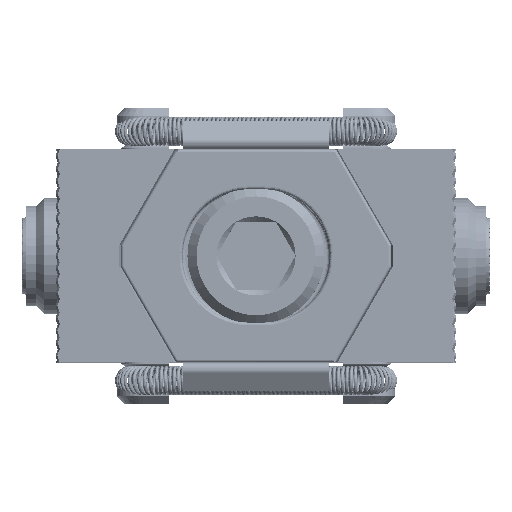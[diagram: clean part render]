
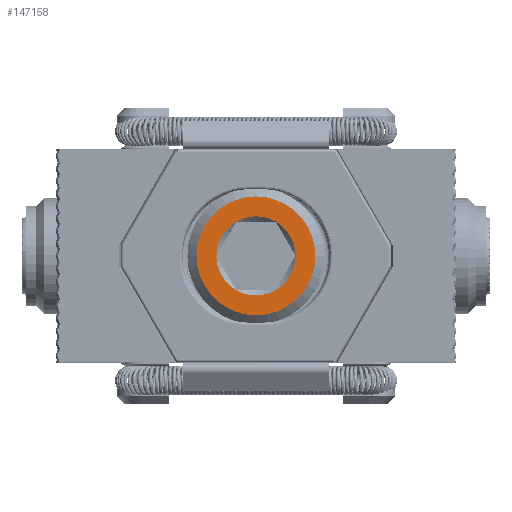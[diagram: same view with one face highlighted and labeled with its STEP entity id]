
A CAD part, top view. The second image highlights one B-rep face of the part: STEP entity #147158.
In plain terms, the highlighted face is planar.
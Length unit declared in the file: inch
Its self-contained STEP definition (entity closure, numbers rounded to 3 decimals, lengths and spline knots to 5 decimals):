
#242 = VERTEX_POINT ( 'NONE', #137957 ) ;
#2281 = DIRECTION ( 'NONE',  ( -1., 0., 0. ) ) ;
#2675 = CIRCLE ( 'NONE', #144863, 0.21651 ) ;
#7380 = DIRECTION ( 'NONE',  ( -1., 0., 0. ) ) ;
#7488 = CARTESIAN_POINT ( 'NONE',  ( 0., 0., -1.75 ) ) ;
#9668 = CARTESIAN_POINT ( 'NONE',  ( -0.21651, 0., -1.75 ) ) ;
#9729 = EDGE_CURVE ( 'NONE', #125863, #29424, #9889, .T. ) ;
#9889 = CIRCLE ( 'NONE', #97375, 0.21651 ) ;
#11511 = VERTEX_POINT ( 'NONE', #72185 ) ;
#18666 = AXIS2_PLACEMENT_3D ( 'NONE', #142582, #72374, #2281 ) ;
#19374 = DIRECTION ( 'NONE',  ( -1., 0., 0. ) ) ;
#20009 = ORIENTED_EDGE ( 'NONE', *, *, #112425, .F. ) ;
#20895 = CARTESIAN_POINT ( 'NONE',  ( 0., 0.21651, -1.75 ) ) ;
#25122 = AXIS2_PLACEMENT_3D ( 'NONE', #46627, #128552, #58407 ) ;
#25290 = CARTESIAN_POINT ( 'NONE',  ( -0.1875, 0.10825, -1.75 ) ) ;
#28267 = CARTESIAN_POINT ( 'NONE',  ( 0., 0., -1.75 ) ) ;
#28593 = CARTESIAN_POINT ( 'NONE',  ( 0., 0., -1.75 ) ) ;
#28804 = VERTEX_POINT ( 'NONE', #64169 ) ;
#29349 = CARTESIAN_POINT ( 'NONE',  ( 0., 0., -1.75 ) ) ;
#29424 = VERTEX_POINT ( 'NONE', #9668 ) ;
#30718 = AXIS2_PLACEMENT_3D ( 'NONE', #28593, #110499, #40298 ) ;
#33278 = ORIENTED_EDGE ( 'NONE', *, *, #71829, .T. ) ;
#34223 = AXIS2_PLACEMENT_3D ( 'NONE', #29349, #111251, #41058 ) ;
#36126 = CIRCLE ( 'NONE', #25122, 0.21651 ) ;
#38742 = EDGE_CURVE ( 'NONE', #102217, #106601, #36126, .T. ) ;
#39969 = DIRECTION ( 'NONE',  ( -1., 0., 0. ) ) ;
#40090 = FACE_BOUND ( 'NONE', #73321, .T. ) ;
#40298 = DIRECTION ( 'NONE',  ( -1., 0., 0. ) ) ;
#40634 = EDGE_CURVE ( 'NONE', #149182, #125863, #95542, .T. ) ;
#41058 = DIRECTION ( 'NONE',  ( -1., 0., 0. ) ) ;
#42982 = DIRECTION ( 'NONE',  ( 0., 0., -1. ) ) ;
#46627 = CARTESIAN_POINT ( 'NONE',  ( 0., 0., -1.75 ) ) ;
#47403 = DIRECTION ( 'NONE',  ( 0., 0., -1. ) ) ;
#57962 = EDGE_CURVE ( 'NONE', #242, #28804, #66856, .T. ) ;
#58242 = ORIENTED_EDGE ( 'NONE', *, *, #38742, .F. ) ;
#58407 = DIRECTION ( 'NONE',  ( -1., 0., 0. ) ) ;
#61356 = AXIS2_PLACEMENT_3D ( 'NONE', #89582, #42982, #124908 ) ;
#64169 = CARTESIAN_POINT ( 'NONE',  ( 0.325, 0., -1.75 ) ) ;
#64749 = CARTESIAN_POINT ( 'NONE',  ( 0., 0., -1.75 ) ) ;
#66235 = EDGE_LOOP ( 'NONE', ( #33278, #136770 ) ) ;
#66856 = CIRCLE ( 'NONE', #126081, 0.325 ) ;
#71829 = EDGE_CURVE ( 'NONE', #28804, #242, #82142, .T. ) ;
#72185 = CARTESIAN_POINT ( 'NONE',  ( 0.1875, -0.10825, -1.75 ) ) ;
#72374 = DIRECTION ( 'NONE',  ( 0., 0., -1. ) ) ;
#73321 = EDGE_LOOP ( 'NONE', ( #75778, #20009, #113426, #114807, #87878, #151933, #58242 ) ) ;
#75778 = ORIENTED_EDGE ( 'NONE', *, *, #89153, .F. ) ;
#76555 = DIRECTION ( 'NONE',  ( -1., 0., 0. ) ) ;
#77558 = DIRECTION ( 'NONE',  ( 0., 0., -1. ) ) ;
#82142 = CIRCLE ( 'NONE', #107338, 0.325 ) ;
#83601 = CIRCLE ( 'NONE', #18666, 0.21651 ) ;
#87878 = ORIENTED_EDGE ( 'NONE', *, *, #95162, .F. ) ;
#89153 = EDGE_CURVE ( 'NONE', #148265, #102217, #83601, .T. ) ;
#89428 = DIRECTION ( 'NONE',  ( 0., 0., -1. ) ) ;
#89582 = CARTESIAN_POINT ( 'NONE',  ( 0., 0., -1.75 ) ) ;
#89759 = CARTESIAN_POINT ( 'NONE',  ( 0.1875, 0.10825, -1.75 ) ) ;
#95162 = EDGE_CURVE ( 'NONE', #11511, #149182, #115415, .T. ) ;
#95542 = CIRCLE ( 'NONE', #34223, 0.21651 ) ;
#97375 = AXIS2_PLACEMENT_3D ( 'NONE', #7488, #89428, #19374 ) ;
#102217 = VERTEX_POINT ( 'NONE', #20895 ) ;
#102372 = FACE_OUTER_BOUND ( 'NONE', #66235, .T. ) ;
#106601 = VERTEX_POINT ( 'NONE', #89759 ) ;
#107338 = AXIS2_PLACEMENT_3D ( 'NONE', #64749, #146721, #76555 ) ;
#110152 = DIRECTION ( 'NONE',  ( 0., 0., -1. ) ) ;
#110499 = DIRECTION ( 'NONE',  ( 0., 0., -1. ) ) ;
#111251 = DIRECTION ( 'NONE',  ( 0., 0., -1. ) ) ;
#112425 = EDGE_CURVE ( 'NONE', #29424, #148265, #2675, .T. ) ;
#113426 = ORIENTED_EDGE ( 'NONE', *, *, #9729, .F. ) ;
#114807 = ORIENTED_EDGE ( 'NONE', *, *, #40634, .F. ) ;
#115415 = CIRCLE ( 'NONE', #123127, 0.21651 ) ;
#117604 = CARTESIAN_POINT ( 'NONE',  ( 0., 0., -1.75 ) ) ;
#120600 = EDGE_CURVE ( 'NONE', #106601, #11511, #138349, .T. ) ;
#123127 = AXIS2_PLACEMENT_3D ( 'NONE', #117604, #47403, #129359 ) ;
#124908 = DIRECTION ( 'NONE',  ( -1., 0., 0. ) ) ;
#125863 = VERTEX_POINT ( 'NONE', #138567 ) ;
#126081 = AXIS2_PLACEMENT_3D ( 'NONE', #28267, #110152, #39969 ) ;
#128552 = DIRECTION ( 'NONE',  ( 0., 0., -1. ) ) ;
#129359 = DIRECTION ( 'NONE',  ( -1., 0., 0. ) ) ;
#136770 = ORIENTED_EDGE ( 'NONE', *, *, #57962, .T. ) ;
#137957 = CARTESIAN_POINT ( 'NONE',  ( -0.325, 0., -1.75 ) ) ;
#138349 = CIRCLE ( 'NONE', #30718, 0.21651 ) ;
#138567 = CARTESIAN_POINT ( 'NONE',  ( -0.1875, -0.10825, -1.75 ) ) ;
#142582 = CARTESIAN_POINT ( 'NONE',  ( 0., 0., -1.75 ) ) ;
#144224 = CARTESIAN_POINT ( 'NONE',  ( 0., -0.21651, -1.75 ) ) ;
#144863 = AXIS2_PLACEMENT_3D ( 'NONE', #147734, #77558, #7380 ) ;
#146721 = DIRECTION ( 'NONE',  ( 0., 0., -1. ) ) ;
#147158 = ADVANCED_FACE ( 'NONE', ( #102372, #40090 ), #148012, .T. ) ;
#147734 = CARTESIAN_POINT ( 'NONE',  ( 0., 0., -1.75 ) ) ;
#148012 = PLANE ( 'NONE',  #61356 ) ;
#148265 = VERTEX_POINT ( 'NONE', #25290 ) ;
#149182 = VERTEX_POINT ( 'NONE', #144224 ) ;
#151933 = ORIENTED_EDGE ( 'NONE', *, *, #120600, .F. ) ;
